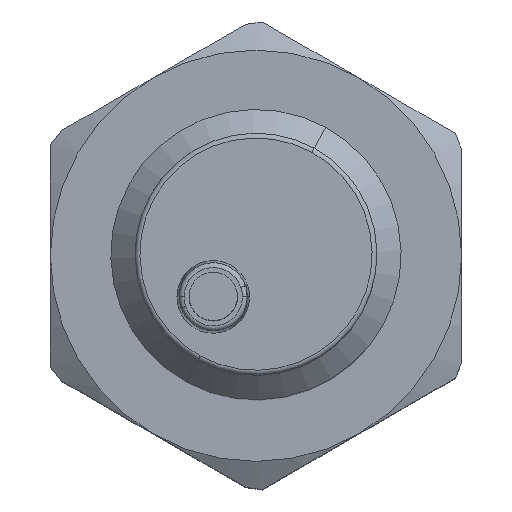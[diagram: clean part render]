
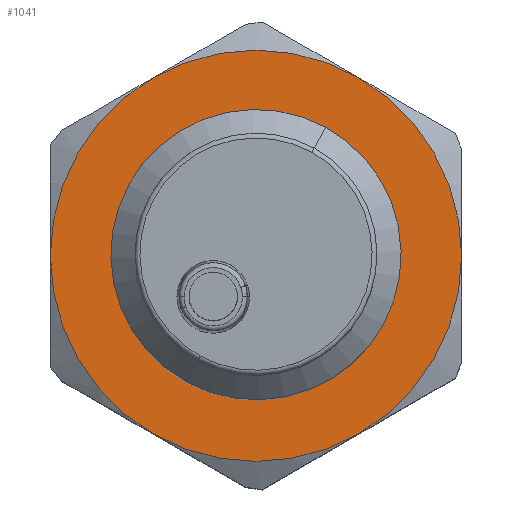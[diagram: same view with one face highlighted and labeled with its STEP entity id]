
A CAD part, top view. The second image highlights one B-rep face of the part: STEP entity #1041.
In plain terms, the highlighted planar face has unit normal (0, 0, 1).
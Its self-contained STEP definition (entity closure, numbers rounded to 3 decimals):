
#1041=ADVANCED_FACE('Body.6',(#2089,#2090),#2091,.F.);
#2089=FACE_OUTER_BOUND('',#3140,.T.);
#2090=FACE_BOUND('',#3141,.T.);
#2091=PLANE('',#3142);
#3140=EDGE_LOOP('',(#6293,#6294,#6295,#6296,#6297,#6298));
#3141=EDGE_LOOP('',(#6299,#6300,#6301));
#3142=AXIS2_PLACEMENT_3D('',#6302,#6303,#6304);
#6293=ORIENTED_EDGE('',*,*,#7244,.F.);
#6294=ORIENTED_EDGE('',*,*,#7239,.F.);
#6295=ORIENTED_EDGE('',*,*,#7258,.F.);
#6296=ORIENTED_EDGE('',*,*,#7229,.F.);
#6297=ORIENTED_EDGE('',*,*,#7213,.F.);
#6298=ORIENTED_EDGE('',*,*,#7218,.F.);
#6299=ORIENTED_EDGE('',*,*,#7084,.F.);
#6300=ORIENTED_EDGE('',*,*,#7607,.F.);
#6301=ORIENTED_EDGE('',*,*,#7608,.F.);
#6302=CARTESIAN_POINT('',(0.,0.,13.0));
#6303=DIRECTION('',(0.0,0.0,-1.0));
#6304=DIRECTION('',(0.0,-1.0,0.0));
#7084=EDGE_CURVE('',#8684,#8680,#8686,.F.);
#7213=EDGE_CURVE('',#8926,#8938,#8939,.F.);
#7218=EDGE_CURVE('',#8944,#8926,#8946,.F.);
#7229=EDGE_CURVE('',#8938,#8951,#8964,.F.);
#7239=EDGE_CURVE('',#8969,#8981,#8982,.F.);
#7244=EDGE_CURVE('',#8981,#8944,#8989,.F.);
#7258=EDGE_CURVE('',#8951,#8969,#9007,.F.);
#7607=EDGE_CURVE('',#9463,#8684,#9464,.F.);
#7608=EDGE_CURVE('',#8680,#9463,#9465,.F.);
#8680=VERTEX_POINT('',#11482);
#8684=VERTEX_POINT('',#11487);
#8686=CIRCLE('',#11490,5.8);
#8926=VERTEX_POINT('',#11963);
#8938=VERTEX_POINT('',#12003);
#8939=CIRCLE('',#12004,8.5);
#8944=VERTEX_POINT('',#12016);
#8946=CIRCLE('',#12022,8.5);
#8951=VERTEX_POINT('',#12028);
#8964=CIRCLE('',#12081,8.5);
#8969=VERTEX_POINT('',#12087);
#8981=VERTEX_POINT('',#12127);
#8982=CIRCLE('',#12128,8.5);
#8989=CIRCLE('',#12146,8.5);
#9007=CIRCLE('',#12192,8.5);
#9463=VERTEX_POINT('',#13008);
#9464=CIRCLE('',#13009,5.8);
#9465=CIRCLE('',#13010,5.8);
#11482=CARTESIAN_POINT('',(0.137,5.798,13.0));
#11487=CARTESIAN_POINT('',(5.09,2.781,13.0));
#11490=AXIS2_PLACEMENT_3D('',#13709,#13710,#13711);
#11963=CARTESIAN_POINT('',(4.25,-7.361,13.0));
#12003=CARTESIAN_POINT('',(-4.25,-7.361,13.0));
#12004=AXIS2_PLACEMENT_3D('',#13828,#13829,#13830);
#12016=CARTESIAN_POINT('',(8.5,0.,13.0));
#12022=AXIS2_PLACEMENT_3D('',#13831,#13832,#13833);
#12028=CARTESIAN_POINT('',(-8.5,0.,13.0));
#12081=AXIS2_PLACEMENT_3D('',#13836,#13837,#13838);
#12087=CARTESIAN_POINT('',(-4.25,7.361,13.0));
#12127=CARTESIAN_POINT('',(4.25,7.361,13.0));
#12128=AXIS2_PLACEMENT_3D('',#13841,#13842,#13843);
#12146=AXIS2_PLACEMENT_3D('',#13844,#13845,#13846);
#12192=AXIS2_PLACEMENT_3D('',#13850,#13851,#13852);
#13008=CARTESIAN_POINT('',(-5.09,-2.781,13.0));
#13009=AXIS2_PLACEMENT_3D('',#14091,#14092,#14093);
#13010=AXIS2_PLACEMENT_3D('',#14094,#14095,#14096);
#13709=CARTESIAN_POINT('',(0.,0.,13.0));
#13710=DIRECTION('',(0.0,0.0,-1.0));
#13711=DIRECTION('',(1.0,0.0,0.0));
#13828=CARTESIAN_POINT('',(0.0,0.0,13.0));
#13829=DIRECTION('',(0.0,0.0,1.0));
#13830=DIRECTION('',(1.0,0.0,0.0));
#13831=CARTESIAN_POINT('',(0.0,0.0,13.0));
#13832=DIRECTION('',(0.0,0.0,1.0));
#13833=DIRECTION('',(1.0,0.0,0.0));
#13836=CARTESIAN_POINT('',(0.0,0.0,13.0));
#13837=DIRECTION('',(0.0,0.0,1.0));
#13838=DIRECTION('',(1.0,0.0,0.0));
#13841=CARTESIAN_POINT('',(0.0,0.0,13.0));
#13842=DIRECTION('',(-0.0,0.0,1.0));
#13843=DIRECTION('',(1.0,0.0,0.0));
#13844=CARTESIAN_POINT('',(0.0,0.0,13.0));
#13845=DIRECTION('',(-0.0,0.0,1.0));
#13846=DIRECTION('',(1.0,0.0,0.0));
#13850=CARTESIAN_POINT('',(0.0,0.0,13.0));
#13851=DIRECTION('',(-0.0,0.0,1.0));
#13852=DIRECTION('',(1.0,0.0,0.0));
#14091=CARTESIAN_POINT('',(0.,0.,13.0));
#14092=DIRECTION('',(0.0,0.0,-1.0));
#14093=DIRECTION('',(1.0,0.0,0.0));
#14094=CARTESIAN_POINT('',(0.,0.,13.0));
#14095=DIRECTION('',(0.0,0.0,-1.0));
#14096=DIRECTION('',(1.0,0.0,0.0));
